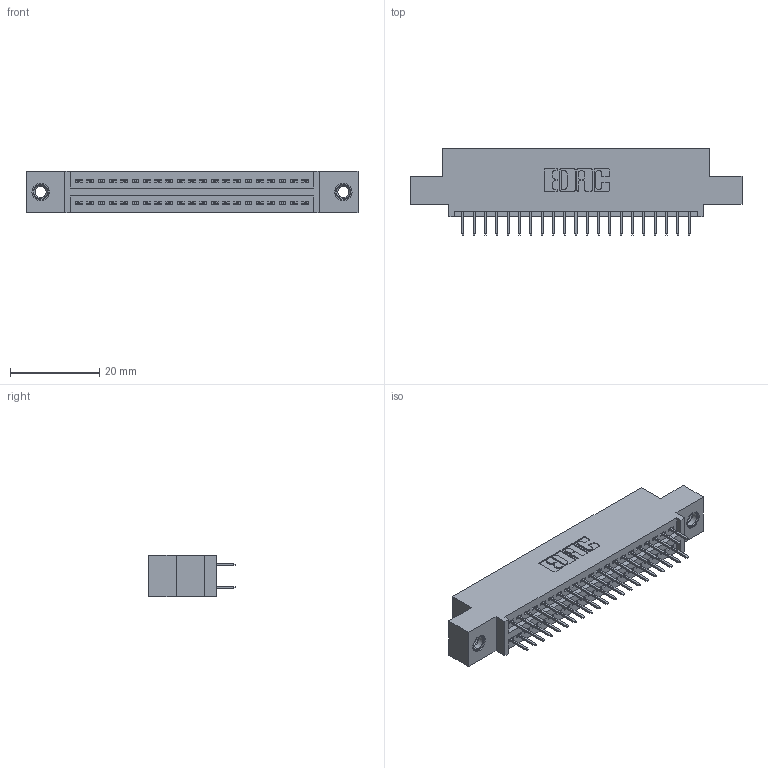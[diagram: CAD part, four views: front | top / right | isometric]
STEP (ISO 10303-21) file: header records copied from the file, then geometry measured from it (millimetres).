
FILE_DESCRIPTION (( 'STEP AP203' ), '1' );
FILE_NAME ('345-042-524-507.STEP', '2018-09-07T19:15:24', ( '' ), ( '' ), 'SwSTEP 2.0', 'SolidWorks 2016', '' );
FILE_SCHEMA (( 'CONFIG_CONTROL_DESIGN' ));
Length unit declared in the file: inch
Products named in the file (4): 345 Part_0.110 Offset - 0.156 Dia-TI; 345-292-001_345-293-124; 345-250-001_345-250-005-103; 345-042-524-507
Assembly tree (45 placements, depth 2):
  345-042-524-507
    345 Part_0.110 Offset - 0.156 Dia-TI
    345-292-001_345-293-124  x42
    345-250-001_345-250-005-103  x2
Bounding box: 74.55 x 19.35 x 9.4 mm (x, y, z)
Volume: 6896.4 mm3; surface area: 9740.2 mm2
Topology: 45 solids, 45 shells, 2458 faces, 6915 edges, 4434 vertices
Faces by surface type: plane 1754, cylinder 688, cone 12, torus 4
Entity records: 20696 total; most frequent: CARTESIAN_POINT 3471, ORIENTED_EDGE 3398, DIRECTION 3113, EDGE_CURVE 1699, LINE 1467, VECTOR 1467, VERTEX_POINT 1124, AXIS2_PLACEMENT_3D 823
